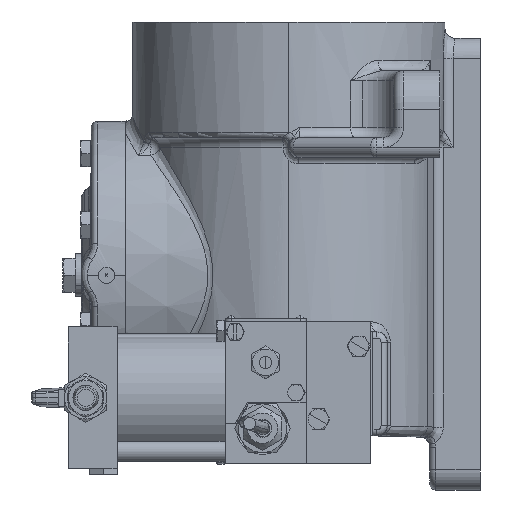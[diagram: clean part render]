
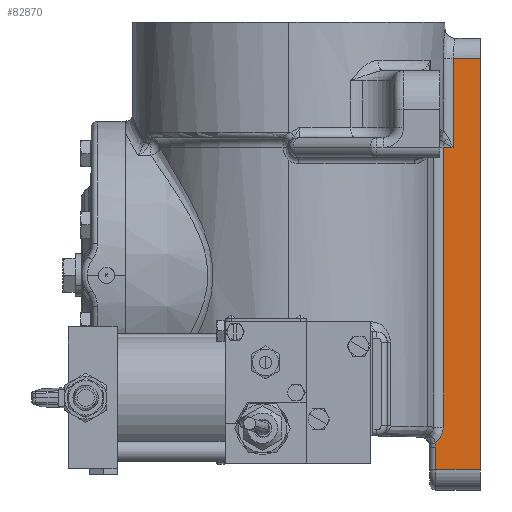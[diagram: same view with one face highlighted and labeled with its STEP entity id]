
A CAD part, left-side view. The second image highlights one B-rep face of the part: STEP entity #82870.
In plain terms, the highlighted planar face has unit normal (-1, 0, 0).
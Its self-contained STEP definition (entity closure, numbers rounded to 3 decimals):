
#12906 = CARTESIAN_POINT ( 'NONE',  ( -7.5, -94.5, -96. ) ) ;
#12930 = DIRECTION ( 'NONE',  ( 0., 0., -1. ) ) ;
#13107 = VECTOR ( 'NONE', #12930, 1000. ) ;
#13117 = LINE ( 'NONE', #12906, #13107 ) ;
#13690 = DIRECTION ( 'NONE',  ( 0., 1., 0. ) ) ;
#13691 = CARTESIAN_POINT ( 'NONE',  ( -7.5, -97.5, 107. ) ) ;
#16316 = DIRECTION ( 'NONE',  ( 0., 0., -1. ) ) ;
#16318 = CARTESIAN_POINT ( 'NONE',  ( -7.5, -81.042, -96. ) ) ;
#16337 = CARTESIAN_POINT ( 'NONE',  ( -7.5, -97.5, -96. ) ) ;
#16341 = DIRECTION ( 'NONE',  ( 0., 1., 0. ) ) ;
#25672 = EDGE_CURVE ( 'NONE', #71720, #71361, #96975, .T. ) ;
#26134 = EDGE_CURVE ( 'NONE', #71187, #71259, #96706, .T. ) ;
#26186 = EDGE_CURVE ( 'NONE', #71570, #67676, #111525, .T. ) ;
#35719 = CARTESIAN_POINT ( 'NONE',  ( -7.5, -76.19, -75.18 ) ) ;
#35720 = CARTESIAN_POINT ( 'NONE',  ( -7.5, -76.192, -75.097 ) ) ;
#35721 = CARTESIAN_POINT ( 'NONE',  ( -7.5, -76.193, -75.013 ) ) ;
#35732 = CARTESIAN_POINT ( 'NONE',  ( -7.5, -76.193, -74.93 ) ) ;
#35924 = DIRECTION ( 'NONE',  ( 0., 1., 0. ) ) ;
#35925 = CARTESIAN_POINT ( 'NONE',  ( -7.5, -72.5, 63. ) ) ;
#40310 = ORIENTED_EDGE ( 'NONE', *, *, #26134, .T. ) ;
#40318 = ORIENTED_EDGE ( 'NONE', *, *, #80146, .T. ) ;
#40319 = ORIENTED_EDGE ( 'NONE', *, *, #84234, .F. ) ;
#40332 = ORIENTED_EDGE ( 'NONE', *, *, #80269, .T. ) ;
#40356 = ORIENTED_EDGE ( 'NONE', *, *, #79573, .T. ) ;
#40390 = ORIENTED_EDGE ( 'NONE', *, *, #25672, .T. ) ;
#40414 = ORIENTED_EDGE ( 'NONE', *, *, #79550, .T. ) ;
#40429 = ORIENTED_EDGE ( 'NONE', *, *, #78982, .T. ) ;
#40431 = ORIENTED_EDGE ( 'NONE', *, *, #26186, .T. ) ;
#40521 = ORIENTED_EDGE ( 'NONE', *, *, #80229, .F. ) ;
#43284 = DIRECTION ( 'NONE',  ( 0., 0., -1. ) ) ;
#43286 = CARTESIAN_POINT ( 'NONE',  ( -7.5, -76.193, -74.958 ) ) ;
#43367 = DIRECTION ( 'NONE',  ( 0., 1., 0. ) ) ;
#43368 = DIRECTION ( 'NONE',  ( 1., 0., 0. ) ) ;
#43369 = CARTESIAN_POINT ( 'NONE',  ( -7.5, -64.5, -84.877 ) ) ;
#44155 = LINE ( 'NONE', #13691, #44250 ) ;
#44250 = VECTOR ( 'NONE', #13690, 1000. ) ;
#46013 = VECTOR ( 'NONE', #16341, 1000. ) ;
#46016 = LINE ( 'NONE', #16337, #46013 ) ;
#46035 = LINE ( 'NONE', #16318, #46040 ) ;
#46040 = VECTOR ( 'NONE', #16316, 1000. ) ;
#46275 = CIRCLE ( 'NONE', #52265, 8. ) ;
#46357 = LINE ( 'NONE', #43286, #46656 ) ;
#46656 = VECTOR ( 'NONE', #43284, 1000. ) ;
#52265 = AXIS2_PLACEMENT_3D ( 'NONE', #43369, #43368, #43367 ) ;
#57314 = CARTESIAN_POINT ( 'NONE',  ( -7.5, -97.5, -96. ) ) ;
#57344 = PLANE ( 'NONE',  #63767 ) ;
#57356 = DIRECTION ( 'NONE',  ( 1., 0., 0. ) ) ;
#57357 = DIRECTION ( 'NONE',  ( 0., 1., 0. ) ) ;
#63767 = AXIS2_PLACEMENT_3D ( 'NONE', #57314, #57356, #57357 ) ;
#65604 = FACE_OUTER_BOUND ( 'NONE', #84940, .T. ) ;
#67676 = VERTEX_POINT ( 'NONE', #91032 ) ;
#67754 = VERTEX_POINT ( 'NONE', #90088 ) ;
#71187 = VERTEX_POINT ( 'NONE', #90569 ) ;
#71259 = VERTEX_POINT ( 'NONE', #89860 ) ;
#71262 = VERTEX_POINT ( 'NONE', #89938 ) ;
#71361 = VERTEX_POINT ( 'NONE', #90104 ) ;
#71374 = VERTEX_POINT ( 'NONE', #90246 ) ;
#71570 = VERTEX_POINT ( 'NONE', #90053 ) ;
#71720 = VERTEX_POINT ( 'NONE', #73265 ) ;
#71728 = VERTEX_POINT ( 'NONE', #73234 ) ;
#73234 = CARTESIAN_POINT ( 'NONE',  ( -7.5, -94.5, 107. ) ) ;
#73265 = CARTESIAN_POINT ( 'NONE',  ( -7.5, -72.5, -84.877 ) ) ;
#78982 = EDGE_CURVE ( 'NONE', #67676, #67754, #111508, .T. ) ;
#79550 = EDGE_CURVE ( 'NONE', #67754, #71720, #46275, .T. ) ;
#79573 = EDGE_CURVE ( 'NONE', #71259, #71570, #46357, .T. ) ;
#80146 = EDGE_CURVE ( 'NONE', #71728, #71374, #44155, .T. ) ;
#80229 = EDGE_CURVE ( 'NONE', #71262, #71361, #46016, .T. ) ;
#80269 = EDGE_CURVE ( 'NONE', #71374, #71187, #46035, .T. ) ;
#82870 = ADVANCED_FACE ( 'NONE', ( #65604 ), #57344, .F. ) ;
#84234 = EDGE_CURVE ( 'NONE', #71728, #71262, #13117, .T. ) ;
#84940 = EDGE_LOOP ( 'NONE', ( #40319, #40318, #40332, #40310, #40356, #40431, #40429, #40414, #40390, #40521 ) ) ;
#89860 = CARTESIAN_POINT ( 'NONE',  ( -7.5, -76.193, 63. ) ) ;
#89938 = CARTESIAN_POINT ( 'NONE',  ( -7.5, -94.5, -96. ) ) ;
#90053 = CARTESIAN_POINT ( 'NONE',  ( -7.5, -76.193, -74.93 ) ) ;
#90088 = CARTESIAN_POINT ( 'NONE',  ( -7.5, -72.217, -82.767 ) ) ;
#90104 = CARTESIAN_POINT ( 'NONE',  ( -7.5, -72.5, -96. ) ) ;
#90246 = CARTESIAN_POINT ( 'NONE',  ( -7.5, -81.042, 107. ) ) ;
#90507 = CARTESIAN_POINT ( 'NONE',  ( -7.5, -76.19, -75.18 ) ) ;
#90517 = CARTESIAN_POINT ( 'NONE',  ( -7.5, -72.217, -82.767 ) ) ;
#90569 = CARTESIAN_POINT ( 'NONE',  ( -7.5, -81.042, 63. ) ) ;
#91032 = CARTESIAN_POINT ( 'NONE',  ( -7.5, -76.19, -75.18 ) ) ;
#92082 = CARTESIAN_POINT ( 'NONE',  ( -7.5, -76.111, -78.2 ) ) ;
#92084 = CARTESIAN_POINT ( 'NONE',  ( -7.5, -74.697, -80.9 ) ) ;
#96706 = LINE ( 'NONE', #35925, #96835 ) ;
#96835 = VECTOR ( 'NONE', #35924, 1000. ) ;
#96975 = LINE ( 'NONE', #107028, #96976 ) ;
#96976 = VECTOR ( 'NONE', #107043, 1000. ) ;
#107028 = CARTESIAN_POINT ( 'NONE',  ( -7.5, -72.5, -96. ) ) ;
#107043 = DIRECTION ( 'NONE',  ( 0., 0., -1. ) ) ;
#111508 =( BOUNDED_CURVE ( )  B_SPLINE_CURVE ( 3, ( #90507, #92082, #92084, #90517 ),
 .UNSPECIFIED., .F., .T. ) 
 B_SPLINE_CURVE_WITH_KNOTS ( ( 4, 4 ),
 ( 0., 0.877 ),
 .UNSPECIFIED. ) 
 CURVE ( )  GEOMETRIC_REPRESENTATION_ITEM ( )  RATIONAL_B_SPLINE_CURVE ( ( 1., 0.937, 0.937, 1. ) ) 
 REPRESENTATION_ITEM ( '' )  );
#111525 =( BOUNDED_CURVE ( )  B_SPLINE_CURVE ( 3, ( #35732, #35721, #35720, #35719 ),
 .UNSPECIFIED., .F., .F. ) 
 B_SPLINE_CURVE_WITH_KNOTS ( ( 4, 4 ),
 ( 6.258, 6.283 ),
 .UNSPECIFIED. ) 
 CURVE ( )  GEOMETRIC_REPRESENTATION_ITEM ( )  RATIONAL_B_SPLINE_CURVE ( ( 1., 1., 1., 1. ) ) 
 REPRESENTATION_ITEM ( '' )  );
